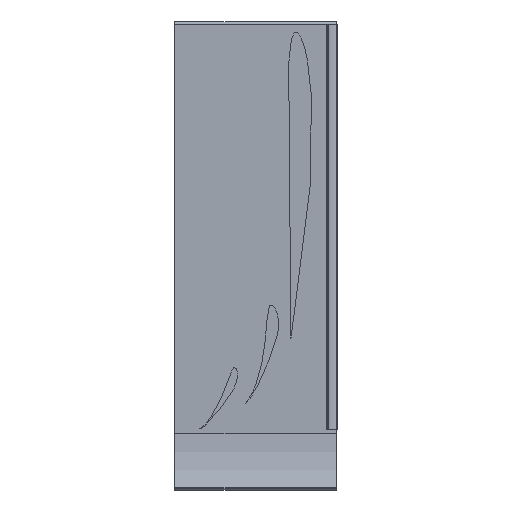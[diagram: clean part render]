
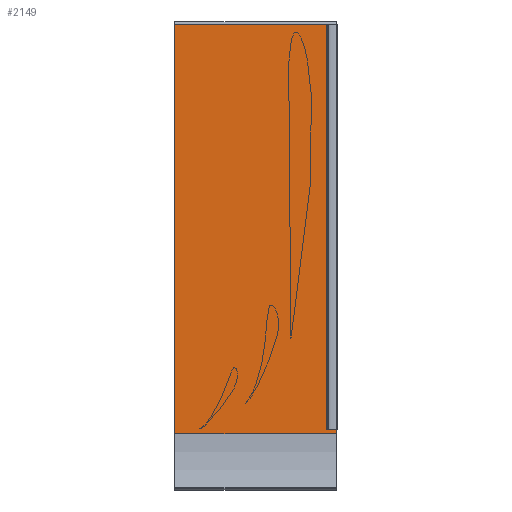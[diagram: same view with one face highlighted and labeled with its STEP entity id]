
A CAD part, left-side view. The second image highlights one B-rep face of the part: STEP entity #2149.
In plain terms, the highlighted planar face has unit normal (-1, 0, 0).
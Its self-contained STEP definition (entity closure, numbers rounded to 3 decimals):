
#133 = CARTESIAN_POINT ( 'NONE',  ( -668.267, 222.25, 1643.447 ) ) ;
#162 = AXIS2_PLACEMENT_3D ( 'NONE', #133, #636, #935 ) ;
#205 = CARTESIAN_POINT ( 'NONE',  ( -668.267, 222.25, 1129.097 ) ) ;
#366 = ORIENTED_EDGE ( 'NONE', *, *, #2345, .F. ) ;
#469 = ORIENTED_EDGE ( 'NONE', *, *, #3158, .F. ) ;
#496 = LINE ( 'NONE', #2671, #2128 ) ;
#518 = CARTESIAN_POINT ( 'NONE',  ( -668.267, 222.25, 1643.447 ) ) ;
#636 = DIRECTION ( 'NONE',  ( -1., 0., 0. ) ) ;
#648 = EDGE_CURVE ( 'NONE', #2611, #1749, #1010, .T. ) ;
#753 = DIRECTION ( 'NONE',  ( 0., -1., 0. ) ) ;
#776 = CARTESIAN_POINT ( 'NONE',  ( -668.267, 222.25, 1643.447 ) ) ;
#840 = EDGE_CURVE ( 'NONE', #951, #2549, #496, .T. ) ;
#870 = ORIENTED_EDGE ( 'NONE', *, *, #648, .T. ) ;
#935 = DIRECTION ( 'NONE',  ( 0., 0., 1. ) ) ;
#951 = VERTEX_POINT ( 'NONE', #776 ) ;
#995 = CARTESIAN_POINT ( 'NONE',  ( -668.267, 22.597, 1135.193 ) ) ;
#1008 = LINE ( 'NONE', #2154, #1171 ) ;
#1010 = LINE ( 'NONE', #205, #1327 ) ;
#1024 = DIRECTION ( 'NONE',  ( 0., -1., 0. ) ) ;
#1171 = VECTOR ( 'NONE', #753, 1000. ) ;
#1247 = LINE ( 'NONE', #2284, #2959 ) ;
#1266 = DIRECTION ( 'NONE',  ( 0., 0., -1. ) ) ;
#1327 = VECTOR ( 'NONE', #1024, 1000. ) ;
#1499 = CARTESIAN_POINT ( 'NONE',  ( -668.267, 22.597, 1135.193 ) ) ;
#1615 = CARTESIAN_POINT ( 'NONE',  ( -668.267, 19.05, 1129.097 ) ) ;
#1749 = VERTEX_POINT ( 'NONE', #1615 ) ;
#1762 = CARTESIAN_POINT ( 'NONE',  ( -668.267, 22.597, 1643.447 ) ) ;
#1765 = DIRECTION ( 'NONE',  ( 0., -1., 0. ) ) ;
#1914 = DIRECTION ( 'NONE',  ( 0., 0., -1. ) ) ;
#1920 = EDGE_CURVE ( 'NONE', #951, #2611, #2421, .T. ) ;
#2001 = VECTOR ( 'NONE', #3298, 1000. ) ;
#2091 = CARTESIAN_POINT ( 'NONE',  ( -668.267, 19.05, 1135.193 ) ) ;
#2126 = VERTEX_POINT ( 'NONE', #1499 ) ;
#2128 = VECTOR ( 'NONE', #1765, 1000. ) ;
#2149 = ADVANCED_FACE ( 'NONE', ( #2515 ), #3083, .T. ) ;
#2154 = CARTESIAN_POINT ( 'NONE',  ( -668.267, 222.25, 1135.193 ) ) ;
#2284 = CARTESIAN_POINT ( 'NONE',  ( -668.267, 19.05, 1643.447 ) ) ;
#2312 = ORIENTED_EDGE ( 'NONE', *, *, #3004, .F. ) ;
#2345 = EDGE_CURVE ( 'NONE', #2549, #2126, #2354, .T. ) ;
#2354 = LINE ( 'NONE', #995, #2001 ) ;
#2421 = LINE ( 'NONE', #518, #3074 ) ;
#2515 = FACE_OUTER_BOUND ( 'NONE', #3058, .T. ) ;
#2549 = VERTEX_POINT ( 'NONE', #1762 ) ;
#2580 = VERTEX_POINT ( 'NONE', #2091 ) ;
#2611 = VERTEX_POINT ( 'NONE', #3454 ) ;
#2647 = ORIENTED_EDGE ( 'NONE', *, *, #840, .F. ) ;
#2671 = CARTESIAN_POINT ( 'NONE',  ( -668.267, 222.25, 1643.447 ) ) ;
#2959 = VECTOR ( 'NONE', #1266, 1000. ) ;
#3004 = EDGE_CURVE ( 'NONE', #2580, #1749, #1247, .T. ) ;
#3005 = ORIENTED_EDGE ( 'NONE', *, *, #1920, .T. ) ;
#3058 = EDGE_LOOP ( 'NONE', ( #366, #2647, #3005, #870, #2312, #469 ) ) ;
#3074 = VECTOR ( 'NONE', #1914, 1000. ) ;
#3083 = PLANE ( 'NONE',  #162 ) ;
#3158 = EDGE_CURVE ( 'NONE', #2126, #2580, #1008, .T. ) ;
#3298 = DIRECTION ( 'NONE',  ( 0., 0., -1. ) ) ;
#3454 = CARTESIAN_POINT ( 'NONE',  ( -668.267, 222.25, 1129.097 ) ) ;
